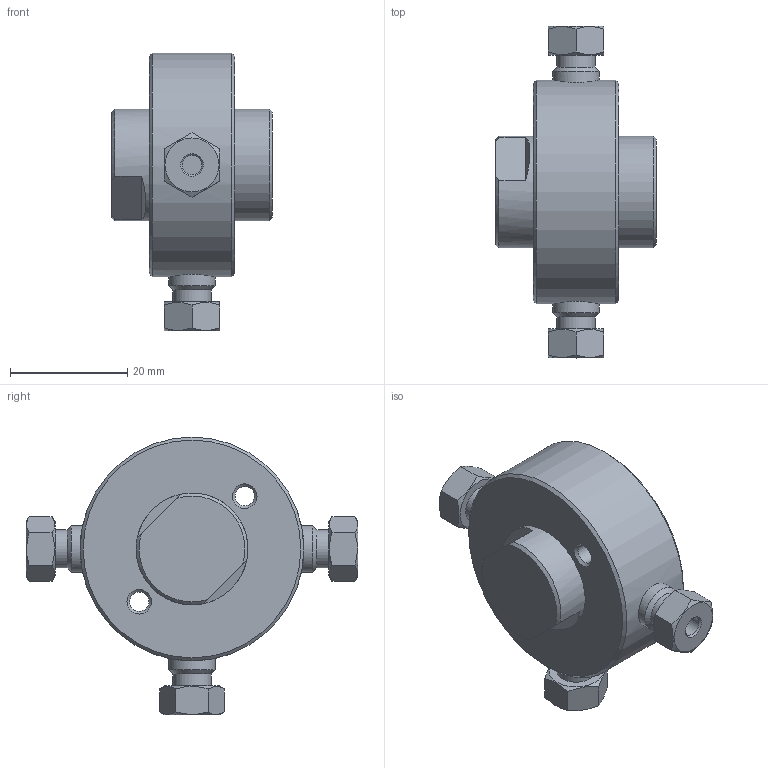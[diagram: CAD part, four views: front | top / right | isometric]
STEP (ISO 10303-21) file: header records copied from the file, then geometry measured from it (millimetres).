
FILE_DESCRIPTION(/* description */ ('Manifold pipe adapter, 1/8" female to 1/8" ZDV'),/* implementation_level */ '2;1');
FILE_NAME(/* name */ '305227-FP1Z3M22 Manifold pipe adaptor.stp',/* time_stamp */ '2016-05-10T11:06:20+02:00',/* author */ ('Franzp'),/* organization */ (''),/* preprocessor_version */ 'ST-DEVELOPER v15.6',/* originating_system */ 'Autodesk Inventor 2015',/* authorisation */ '');
FILE_SCHEMA (('AUTOMOTIVE_DESIGN { 1 0 10303 214 3 1 1 }'));
Length unit declared in the file: centimetre
Products named in the file (1): 305227
Bounding box: 27.3 x 56.52 x 47.31 mm (x, y, z)
Volume: 20561.6 mm3; surface area: 6617.2 mm2
Topology: 1 solids, 1 shells, 80 faces, 187 edges, 120 vertices
Faces by surface type: plane 36, cone 29, cylinder 15
Full cylindrical faces by diameter (mm): 3.3 x3, 3.302 x2, 6.477 x3, 7.938 x3, 8.566 x1, 19.05 x2, 38.1 x1
Entity records: 2201 total; most frequent: CARTESIAN_POINT 552, DIRECTION 300, ORIENTED_EDGE 280, EDGE_CURVE 140, AXIS2_PLACEMENT_3D 137, EDGE_LOOP 132, VERTEX_POINT 110, FACE_OUTER_BOUND 80
